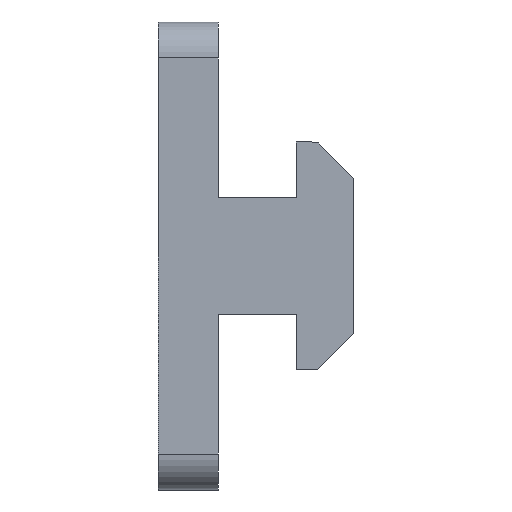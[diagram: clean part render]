
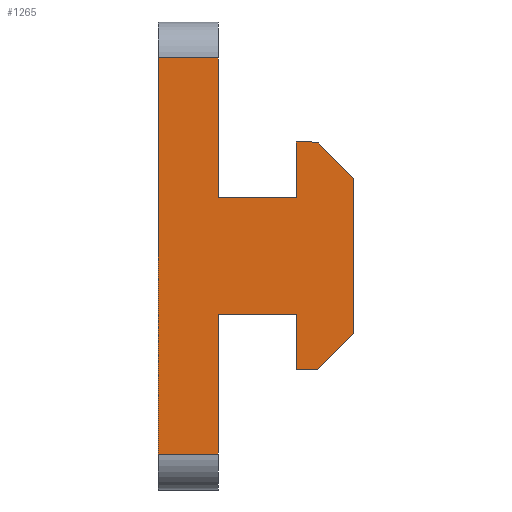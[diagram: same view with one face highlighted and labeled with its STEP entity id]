
A CAD part, left-side view. The second image highlights one B-rep face of the part: STEP entity #1265.
In plain terms, the highlighted planar face has unit normal (-1, 0, 0).
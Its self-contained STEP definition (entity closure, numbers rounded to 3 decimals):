
#7 = EDGE_CURVE ( 'NONE', #780, #409, #158, .T. ) ;
#9 = CARTESIAN_POINT ( 'NONE',  ( -40., -11.5, -9.5 ) ) ;
#33 = CARTESIAN_POINT ( 'NONE',  ( -40., -5., -4.9 ) ) ;
#36 = CARTESIAN_POINT ( 'NONE',  ( -40., -11.5, 9.5 ) ) ;
#43 = VECTOR ( 'NONE', #835, 1000. ) ;
#46 = EDGE_CURVE ( 'NONE', #843, #568, #345, .T. ) ;
#54 = VECTOR ( 'NONE', #1066, 1000. ) ;
#89 = CARTESIAN_POINT ( 'NONE',  ( -40., 0., -19.5 ) ) ;
#92 = VECTOR ( 'NONE', #1013, 1000. ) ;
#93 = EDGE_CURVE ( 'NONE', #1185, #710, #870, .T. ) ;
#95 = LINE ( 'NONE', #567, #54 ) ;
#100 = ORIENTED_EDGE ( 'NONE', *, *, #779, .T. ) ;
#103 = EDGE_CURVE ( 'NONE', #894, #811, #846, .T. ) ;
#114 = ORIENTED_EDGE ( 'NONE', *, *, #7, .T. ) ;
#125 = VECTOR ( 'NONE', #400, 1000. ) ;
#131 = PLANE ( 'NONE',  #898 ) ;
#134 = VERTEX_POINT ( 'NONE', #138 ) ;
#138 = CARTESIAN_POINT ( 'NONE',  ( -40., -11.5, 4.9 ) ) ;
#145 = VERTEX_POINT ( 'NONE', #403 ) ;
#158 = LINE ( 'NONE', #1068, #1139 ) ;
#183 = VECTOR ( 'NONE', #303, 1000. ) ;
#187 = VECTOR ( 'NONE', #481, 1000. ) ;
#189 = CARTESIAN_POINT ( 'NONE',  ( -40., -11.5, 9.5 ) ) ;
#200 = EDGE_CURVE ( 'NONE', #409, #262, #722, .T. ) ;
#223 = DIRECTION ( 'NONE',  ( 0., 0., 1. ) ) ;
#225 = FACE_OUTER_BOUND ( 'NONE', #1278, .T. ) ;
#227 = DIRECTION ( 'NONE',  ( 0., 0., -1. ) ) ;
#229 = DIRECTION ( 'NONE',  ( 0., 0., 1. ) ) ;
#238 = DIRECTION ( 'NONE',  ( 0., 0., -1. ) ) ;
#239 = VECTOR ( 'NONE', #265, 1000. ) ;
#241 = LINE ( 'NONE', #1046, #751 ) ;
#258 = CARTESIAN_POINT ( 'NONE',  ( -40., -16.3, 6.5 ) ) ;
#262 = VERTEX_POINT ( 'NONE', #189 ) ;
#265 = DIRECTION ( 'NONE',  ( 0., 1., 0. ) ) ;
#303 = DIRECTION ( 'NONE',  ( 0., 0., 1. ) ) ;
#336 = LINE ( 'NONE', #878, #575 ) ;
#345 = LINE ( 'NONE', #974, #239 ) ;
#364 = ORIENTED_EDGE ( 'NONE', *, *, #103, .T. ) ;
#375 = DIRECTION ( 'NONE',  ( 0., 1., 0. ) ) ;
#400 = DIRECTION ( 'NONE',  ( 0., 0., 1. ) ) ;
#403 = CARTESIAN_POINT ( 'NONE',  ( -40., -5., -16.5 ) ) ;
#409 = VERTEX_POINT ( 'NONE', #1218 ) ;
#410 = CARTESIAN_POINT ( 'NONE',  ( -40., 0., -16.5 ) ) ;
#441 = LINE ( 'NONE', #805, #183 ) ;
#452 = CARTESIAN_POINT ( 'NONE',  ( -40., -13.3, -9.5 ) ) ;
#456 = VECTOR ( 'NONE', #227, 1000. ) ;
#468 = VERTEX_POINT ( 'NONE', #824 ) ;
#481 = DIRECTION ( 'NONE',  ( 0., 1., 0. ) ) ;
#496 = ORIENTED_EDGE ( 'NONE', *, *, #944, .T. ) ;
#504 = CARTESIAN_POINT ( 'NONE',  ( -40., -5., 4.9 ) ) ;
#523 = CARTESIAN_POINT ( 'NONE',  ( -40., -5., -19.5 ) ) ;
#567 = CARTESIAN_POINT ( 'NONE',  ( -40., -5., -19.5 ) ) ;
#568 = VERTEX_POINT ( 'NONE', #33 ) ;
#570 = DIRECTION ( 'NONE',  ( 0., 0.707, 0.707 ) ) ;
#575 = VECTOR ( 'NONE', #375, 1000. ) ;
#580 = VECTOR ( 'NONE', #229, 1000. ) ;
#611 = EDGE_CURVE ( 'NONE', #262, #134, #812, .T. ) ;
#643 = ORIENTED_EDGE ( 'NONE', *, *, #849, .F. ) ;
#653 = EDGE_CURVE ( 'NONE', #1185, #145, #241, .T. ) ;
#655 = LINE ( 'NONE', #711, #92 ) ;
#680 = CARTESIAN_POINT ( 'NONE',  ( -40., -114.825, 9.5 ) ) ;
#698 = ORIENTED_EDGE ( 'NONE', *, *, #93, .F. ) ;
#710 = VERTEX_POINT ( 'NONE', #757 ) ;
#711 = CARTESIAN_POINT ( 'NONE',  ( -40., -5., 16.5 ) ) ;
#713 = ORIENTED_EDGE ( 'NONE', *, *, #1146, .T. ) ;
#722 = LINE ( 'NONE', #680, #187 ) ;
#751 = VECTOR ( 'NONE', #1245, 1000. ) ;
#757 = CARTESIAN_POINT ( 'NONE',  ( -40., 0., 16.5 ) ) ;
#761 = VECTOR ( 'NONE', #774, 1000. ) ;
#774 = DIRECTION ( 'NONE',  ( 0., 1., 0. ) ) ;
#778 = VECTOR ( 'NONE', #238, 1000. ) ;
#779 = EDGE_CURVE ( 'NONE', #1130, #468, #95, .T. ) ;
#780 = VERTEX_POINT ( 'NONE', #258 ) ;
#805 = CARTESIAN_POINT ( 'NONE',  ( -40., -5., -19.5 ) ) ;
#811 = VERTEX_POINT ( 'NONE', #869 ) ;
#812 = LINE ( 'NONE', #36, #778 ) ;
#813 = ORIENTED_EDGE ( 'NONE', *, *, #1120, .T. ) ;
#824 = CARTESIAN_POINT ( 'NONE',  ( -40., -5., 16.5 ) ) ;
#828 = DIRECTION ( 'NONE',  ( -1., 0., 0. ) ) ;
#832 = CARTESIAN_POINT ( 'NONE',  ( -40., -11.5, 9.5 ) ) ;
#835 = DIRECTION ( 'NONE',  ( 0., -0.707, 0.707 ) ) ;
#843 = VERTEX_POINT ( 'NONE', #1178 ) ;
#846 = LINE ( 'NONE', #888, #43 ) ;
#849 = EDGE_CURVE ( 'NONE', #894, #1102, #1033, .T. ) ;
#850 = ORIENTED_EDGE ( 'NONE', *, *, #611, .T. ) ;
#852 = ORIENTED_EDGE ( 'NONE', *, *, #46, .F. ) ;
#869 = CARTESIAN_POINT ( 'NONE',  ( -40., -16.3, -6.5 ) ) ;
#870 = LINE ( 'NONE', #89, #580 ) ;
#878 = CARTESIAN_POINT ( 'NONE',  ( -40., -11.5, 4.9 ) ) ;
#888 = CARTESIAN_POINT ( 'NONE',  ( -40., -4.15, -18.65 ) ) ;
#894 = VERTEX_POINT ( 'NONE', #452 ) ;
#898 = AXIS2_PLACEMENT_3D ( 'NONE', #523, #828, #223 ) ;
#911 = ORIENTED_EDGE ( 'NONE', *, *, #653, .T. ) ;
#944 = EDGE_CURVE ( 'NONE', #134, #1130, #336, .T. ) ;
#965 = LINE ( 'NONE', #832, #456 ) ;
#974 = CARTESIAN_POINT ( 'NONE',  ( -40., -11.5, -4.9 ) ) ;
#975 = CARTESIAN_POINT ( 'NONE',  ( -40., -114.825, -9.5 ) ) ;
#1005 = ORIENTED_EDGE ( 'NONE', *, *, #1277, .T. ) ;
#1013 = DIRECTION ( 'NONE',  ( 0., 1., 0. ) ) ;
#1033 = LINE ( 'NONE', #975, #761 ) ;
#1046 = CARTESIAN_POINT ( 'NONE',  ( -40., -5., -16.5 ) ) ;
#1066 = DIRECTION ( 'NONE',  ( 0., 0., 1. ) ) ;
#1068 = CARTESIAN_POINT ( 'NONE',  ( -40., -23.65, -0.85 ) ) ;
#1095 = EDGE_CURVE ( 'NONE', #145, #568, #441, .T. ) ;
#1102 = VERTEX_POINT ( 'NONE', #9 ) ;
#1110 = CARTESIAN_POINT ( 'NONE',  ( -40., -16.3, 9.5 ) ) ;
#1119 = ORIENTED_EDGE ( 'NONE', *, *, #1095, .T. ) ;
#1120 = EDGE_CURVE ( 'NONE', #811, #780, #1191, .T. ) ;
#1130 = VERTEX_POINT ( 'NONE', #504 ) ;
#1139 = VECTOR ( 'NONE', #570, 1000. ) ;
#1146 = EDGE_CURVE ( 'NONE', #468, #710, #655, .T. ) ;
#1178 = CARTESIAN_POINT ( 'NONE',  ( -40., -11.5, -4.9 ) ) ;
#1185 = VERTEX_POINT ( 'NONE', #410 ) ;
#1191 = LINE ( 'NONE', #1110, #125 ) ;
#1193 = ORIENTED_EDGE ( 'NONE', *, *, #200, .T. ) ;
#1218 = CARTESIAN_POINT ( 'NONE',  ( -40., -13.3, 9.5 ) ) ;
#1245 = DIRECTION ( 'NONE',  ( 0., -1., 0. ) ) ;
#1265 = ADVANCED_FACE ( 'NONE', ( #225 ), #131, .T. ) ;
#1277 = EDGE_CURVE ( 'NONE', #843, #1102, #965, .T. ) ;
#1278 = EDGE_LOOP ( 'NONE', ( #698, #911, #1119, #852, #1005, #643, #364, #813, #114, #1193, #850, #496, #100, #713 ) ) ;
